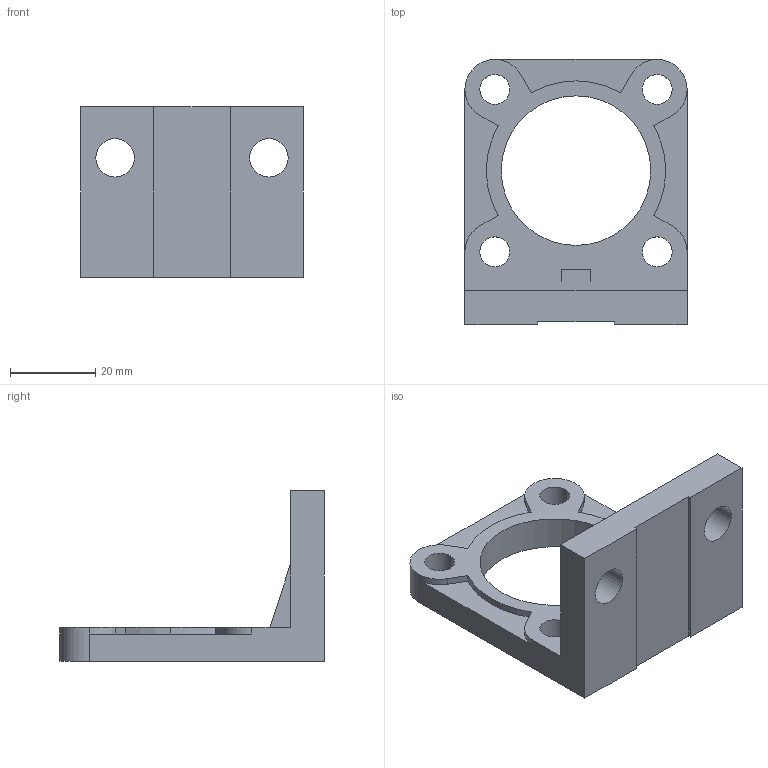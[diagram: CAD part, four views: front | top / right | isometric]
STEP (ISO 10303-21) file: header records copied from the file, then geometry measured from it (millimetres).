
FILE_DESCRIPTION(('STEP AP214'),'1');
FILE_NAME('equerre_nq040.stp','2017-08-31T08:20:51',('TraceParts'),('TraceParts S.A.'),'Spatial InterOp 3D',' ',' ');
FILE_SCHEMA(('automotive_design'));
Length unit declared in the file: millimetre
Products named in the file (1): equerre_nq040
Bounding box: 52 x 62 x 40 mm (x, y, z)
Volume: 28016.2 mm3; surface area: 11680 mm2
Topology: 1 solids, 1 shells, 50 faces, 142 edges, 94 vertices
Faces by surface type: cylinder 26, plane 24
Entity records: 1687 total; most frequent: DIRECTION 298, CARTESIAN_POINT 287, ORIENTED_EDGE 284, EDGE_CURVE 142, AXIS2_PLACEMENT_3D 105, VERTEX_POINT 94, LINE 88, VECTOR 88
